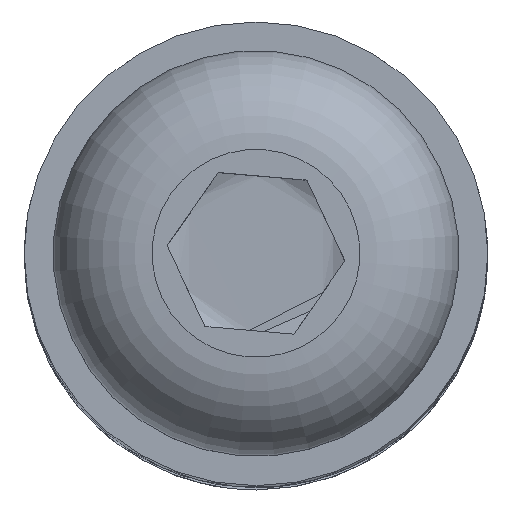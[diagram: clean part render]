
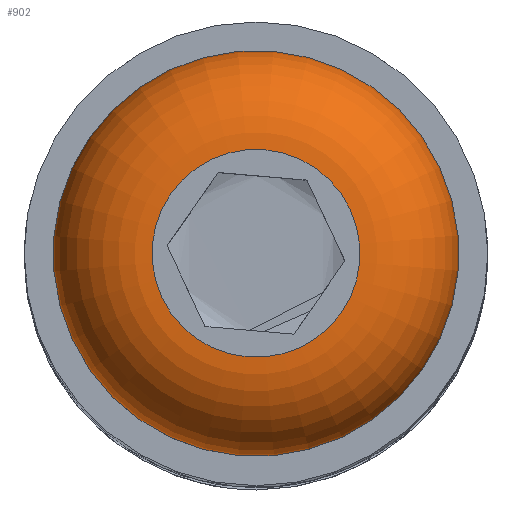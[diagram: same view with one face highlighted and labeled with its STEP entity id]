
A CAD part, top view. The second image highlights one B-rep face of the part: STEP entity #902.
In plain terms, the highlighted toroidal (fillet/blend) face has major radius 2.69 mm and minor radius 2.56 mm.
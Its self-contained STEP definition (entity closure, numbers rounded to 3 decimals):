
#60=TOROIDAL_SURFACE('',#1110,2.69,2.56);
#154=FACE_OUTER_BOUND('',#211,.T.);
#211=EDGE_LOOP('',(#694,#695,#696,#697,#698,#699,#700));
#375=CIRCLE('',#1111,5.25);
#376=CIRCLE('',#1112,5.25);
#377=CIRCLE('',#1113,2.56);
#378=CIRCLE('',#1114,2.69);
#379=CIRCLE('',#1115,2.69);
#380=CIRCLE('',#1116,5.25);
#432=VERTEX_POINT('',#1555);
#433=VERTEX_POINT('',#1556);
#434=VERTEX_POINT('',#1558);
#435=VERTEX_POINT('',#1560);
#436=VERTEX_POINT('',#1562);
#534=EDGE_CURVE('',#432,#433,#375,.T.);
#535=EDGE_CURVE('',#433,#434,#376,.T.);
#536=EDGE_CURVE('',#434,#435,#377,.T.);
#537=EDGE_CURVE('',#435,#436,#378,.T.);
#538=EDGE_CURVE('',#436,#435,#379,.T.);
#539=EDGE_CURVE('',#434,#432,#380,.T.);
#694=ORIENTED_EDGE('',*,*,#534,.T.);
#695=ORIENTED_EDGE('',*,*,#535,.T.);
#696=ORIENTED_EDGE('',*,*,#536,.T.);
#697=ORIENTED_EDGE('',*,*,#537,.T.);
#698=ORIENTED_EDGE('',*,*,#538,.T.);
#699=ORIENTED_EDGE('',*,*,#536,.F.);
#700=ORIENTED_EDGE('',*,*,#539,.T.);
#902=ADVANCED_FACE('',(#154),#60,.T.);
#1110=AXIS2_PLACEMENT_3D('',#1554,#1284,#1285);
#1111=AXIS2_PLACEMENT_3D('',#1557,#1286,#1287);
#1112=AXIS2_PLACEMENT_3D('',#1559,#1288,#1289);
#1113=AXIS2_PLACEMENT_3D('',#1561,#1290,#1291);
#1114=AXIS2_PLACEMENT_3D('',#1563,#1292,#1293);
#1115=AXIS2_PLACEMENT_3D('',#1564,#1294,#1295);
#1116=AXIS2_PLACEMENT_3D('',#1565,#1296,#1297);
#1284=DIRECTION('center_axis',(1.,0.,0.));
#1285=DIRECTION('ref_axis',(0.,0.,-1.));
#1286=DIRECTION('center_axis',(-1.,0.,0.));
#1287=DIRECTION('ref_axis',(0.,-1.,0.));
#1288=DIRECTION('center_axis',(-1.,0.,0.));
#1289=DIRECTION('ref_axis',(0.,-1.,0.));
#1290=DIRECTION('center_axis',(0.,-1.,0.));
#1291=DIRECTION('ref_axis',(0.,0.,1.));
#1292=DIRECTION('center_axis',(1.,0.,0.));
#1293=DIRECTION('ref_axis',(0.,-1.,0.));
#1294=DIRECTION('center_axis',(1.,0.,0.));
#1295=DIRECTION('ref_axis',(0.,-1.,0.));
#1296=DIRECTION('center_axis',(-1.,0.,0.));
#1297=DIRECTION('ref_axis',(0.,-1.,0.));
#1554=CARTESIAN_POINT('Origin',(-0.74,0.,
0.));
#1555=CARTESIAN_POINT('',(-0.74,5.25,0.));
#1556=CARTESIAN_POINT('',(-0.74,-5.25,0.));
#1557=CARTESIAN_POINT('Origin',(-0.74,0.,
0.));
#1558=CARTESIAN_POINT('',(-0.74,0.,5.25));
#1559=CARTESIAN_POINT('Origin',(-0.74,0.,
0.));
#1560=CARTESIAN_POINT('',(-3.3,0.,2.69));
#1561=CARTESIAN_POINT('Origin',(-0.74,0.,
2.69));
#1562=CARTESIAN_POINT('',(-3.3,2.69,0.));
#1563=CARTESIAN_POINT('Origin',(-3.3,0.,0.));
#1564=CARTESIAN_POINT('Origin',(-3.3,0.,0.));
#1565=CARTESIAN_POINT('Origin',(-0.74,0.,
0.));
